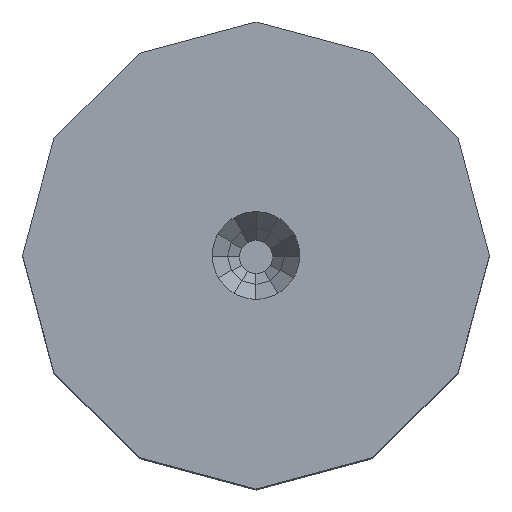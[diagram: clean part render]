
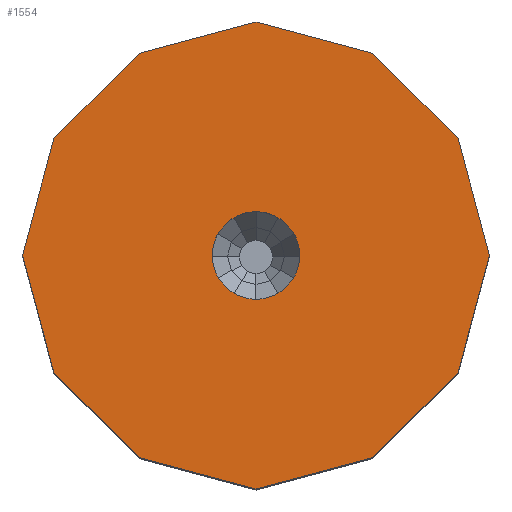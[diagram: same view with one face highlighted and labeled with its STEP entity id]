
A CAD part, top view. The second image highlights one B-rep face of the part: STEP entity #1554.
In plain terms, the highlighted planar face has unit normal (0, 0, 1).
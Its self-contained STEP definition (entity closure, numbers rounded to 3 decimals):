
#18=FACE_BOUND('',#139,.T.);
#20=CIRCLE('',#1678,2.25);
#37=FACE_OUTER_BOUND('',#138,.T.);
#138=EDGE_LOOP('',(#1066,#1067,#1068,#1069,#1070,#1071,#1072,#1073,#1074,
#1075,#1076,#1077));
#139=EDGE_LOOP('',(#1078));
#264=LINE('',#2275,#481);
#265=LINE('',#2277,#482);
#266=LINE('',#2279,#483);
#267=LINE('',#2281,#484);
#268=LINE('',#2283,#485);
#269=LINE('',#2285,#486);
#270=LINE('',#2287,#487);
#271=LINE('',#2289,#488);
#272=LINE('',#2291,#489);
#273=LINE('',#2293,#490);
#274=LINE('',#2295,#491);
#275=LINE('',#2296,#492);
#481=VECTOR('',#1840,10.);
#482=VECTOR('',#1841,10.);
#483=VECTOR('',#1842,10.);
#484=VECTOR('',#1843,10.);
#485=VECTOR('',#1844,10.);
#486=VECTOR('',#1845,10.);
#487=VECTOR('',#1846,10.);
#488=VECTOR('',#1847,10.);
#489=VECTOR('',#1848,10.);
#490=VECTOR('',#1849,10.);
#491=VECTOR('',#1850,10.);
#492=VECTOR('',#1851,10.);
#685=VERTEX_POINT('',#2267);
#687=VERTEX_POINT('',#2273);
#688=VERTEX_POINT('',#2274);
#689=VERTEX_POINT('',#2276);
#690=VERTEX_POINT('',#2278);
#691=VERTEX_POINT('',#2280);
#692=VERTEX_POINT('',#2282);
#693=VERTEX_POINT('',#2284);
#694=VERTEX_POINT('',#2286);
#695=VERTEX_POINT('',#2288);
#696=VERTEX_POINT('',#2290);
#697=VERTEX_POINT('',#2292);
#698=VERTEX_POINT('',#2294);
#819=EDGE_CURVE('',#685,#685,#20,.T.);
#822=EDGE_CURVE('',#687,#688,#264,.T.);
#823=EDGE_CURVE('',#688,#689,#265,.T.);
#824=EDGE_CURVE('',#689,#690,#266,.T.);
#825=EDGE_CURVE('',#690,#691,#267,.T.);
#826=EDGE_CURVE('',#691,#692,#268,.T.);
#827=EDGE_CURVE('',#692,#693,#269,.T.);
#828=EDGE_CURVE('',#693,#694,#270,.T.);
#829=EDGE_CURVE('',#694,#695,#271,.T.);
#830=EDGE_CURVE('',#695,#696,#272,.T.);
#831=EDGE_CURVE('',#696,#697,#273,.T.);
#832=EDGE_CURVE('',#697,#698,#274,.T.);
#833=EDGE_CURVE('',#698,#687,#275,.T.);
#1066=ORIENTED_EDGE('',*,*,#822,.T.);
#1067=ORIENTED_EDGE('',*,*,#823,.T.);
#1068=ORIENTED_EDGE('',*,*,#824,.T.);
#1069=ORIENTED_EDGE('',*,*,#825,.T.);
#1070=ORIENTED_EDGE('',*,*,#826,.T.);
#1071=ORIENTED_EDGE('',*,*,#827,.T.);
#1072=ORIENTED_EDGE('',*,*,#828,.T.);
#1073=ORIENTED_EDGE('',*,*,#829,.T.);
#1074=ORIENTED_EDGE('',*,*,#830,.T.);
#1075=ORIENTED_EDGE('',*,*,#831,.T.);
#1076=ORIENTED_EDGE('',*,*,#832,.T.);
#1077=ORIENTED_EDGE('',*,*,#833,.T.);
#1078=ORIENTED_EDGE('',*,*,#819,.T.);
#1453=PLANE('',#1680);
#1554=ADVANCED_FACE('',(#37,#18),#1453,.T.);
#1678=AXIS2_PLACEMENT_3D('',#2268,#1833,#1834);
#1680=AXIS2_PLACEMENT_3D('',#2272,#1838,#1839);
#1833=DIRECTION('center_axis',(0.,0.,-1.));
#1834=DIRECTION('ref_axis',(0.966,0.259,0.));
#1838=DIRECTION('center_axis',(0.,0.,1.));
#1839=DIRECTION('ref_axis',(1.,0.,0.));
#1840=DIRECTION('',(-0.966,-0.259,0.));
#1841=DIRECTION('',(-0.707,-0.707,0.));
#1842=DIRECTION('',(-0.259,-0.966,0.));
#1843=DIRECTION('',(0.259,-0.966,0.));
#1844=DIRECTION('',(0.707,-0.707,0.));
#1845=DIRECTION('',(0.966,-0.259,0.));
#1846=DIRECTION('',(0.966,0.259,0.));
#1847=DIRECTION('',(0.707,0.707,0.));
#1848=DIRECTION('',(0.259,0.966,0.));
#1849=DIRECTION('',(-0.259,0.966,0.));
#1850=DIRECTION('',(-0.707,0.707,0.));
#1851=DIRECTION('',(-0.966,0.259,0.));
#2267=CARTESIAN_POINT('',(-2.173,-0.582,32.));
#2268=CARTESIAN_POINT('Origin',(0.,0.,
32.));
#2272=CARTESIAN_POINT('Origin',(0.,0.,32.));
#2273=CARTESIAN_POINT('',(0.,12.,32.));
#2274=CARTESIAN_POINT('',(-6.,10.392,32.));
#2275=CARTESIAN_POINT('',(0.,12.,32.));
#2276=CARTESIAN_POINT('',(-10.392,6.,32.));
#2277=CARTESIAN_POINT('',(-6.,10.392,32.));
#2278=CARTESIAN_POINT('',(-12.,0.,32.));
#2279=CARTESIAN_POINT('',(-10.392,6.,32.));
#2280=CARTESIAN_POINT('',(-10.392,-6.,32.));
#2281=CARTESIAN_POINT('',(-12.,0.,32.));
#2282=CARTESIAN_POINT('',(-6.,-10.392,32.));
#2283=CARTESIAN_POINT('',(-10.392,-6.,32.));
#2284=CARTESIAN_POINT('',(0.,-12.,32.));
#2285=CARTESIAN_POINT('',(-6.,-10.392,32.));
#2286=CARTESIAN_POINT('',(6.,-10.392,32.));
#2287=CARTESIAN_POINT('',(0.,-12.,32.));
#2288=CARTESIAN_POINT('',(10.392,-6.,32.));
#2289=CARTESIAN_POINT('',(6.,-10.392,32.));
#2290=CARTESIAN_POINT('',(12.,0.,32.));
#2291=CARTESIAN_POINT('',(10.392,-6.,32.));
#2292=CARTESIAN_POINT('',(10.392,6.,32.));
#2293=CARTESIAN_POINT('',(12.,0.,32.));
#2294=CARTESIAN_POINT('',(6.,10.392,32.));
#2295=CARTESIAN_POINT('',(10.392,6.,32.));
#2296=CARTESIAN_POINT('',(6.,10.392,32.));
